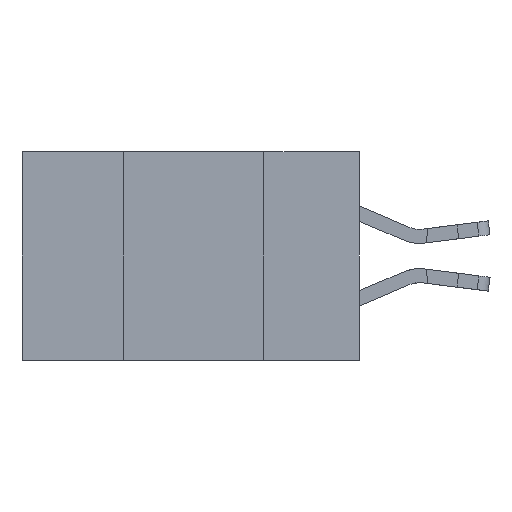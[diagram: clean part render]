
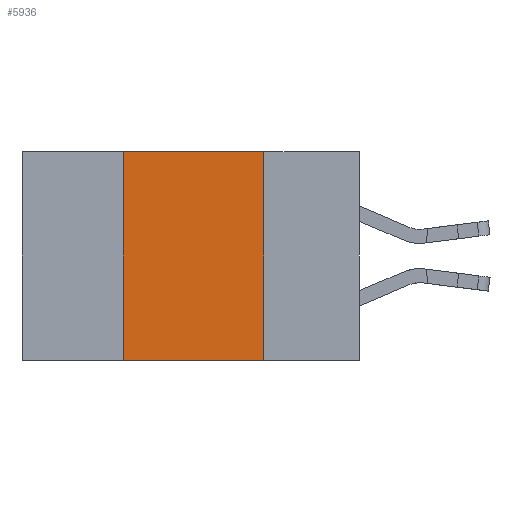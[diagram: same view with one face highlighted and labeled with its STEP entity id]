
A CAD part, left-side view. The second image highlights one B-rep face of the part: STEP entity #5936.
In plain terms, the highlighted planar face has unit normal (-1, 0, 0).
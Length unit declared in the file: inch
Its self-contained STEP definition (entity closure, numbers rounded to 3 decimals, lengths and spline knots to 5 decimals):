
#260 = VERTEX_POINT ( 'NONE', #6130 ) ;
#1465 = ORIENTED_EDGE ( 'NONE', *, *, #22075, .F. ) ;
#1916 = DIRECTION ( 'NONE',  ( 0., -1., 0. ) ) ;
#3168 = VERTEX_POINT ( 'NONE', #13480 ) ;
#3525 = LINE ( 'NONE', #7043, #22094 ) ;
#5028 = CARTESIAN_POINT ( 'NONE',  ( 0., 0.17, 0. ) ) ;
#5482 = CARTESIAN_POINT ( 'NONE',  ( 0., 0.42, -0.37 ) ) ;
#5936 = ADVANCED_FACE ( 'NONE', ( #16885 ), #15881, .F. ) ;
#6130 = CARTESIAN_POINT ( 'NONE',  ( 0., 0.17, 0. ) ) ;
#6582 = DIRECTION ( 'NONE',  ( 0., 0., 1. ) ) ;
#6880 = DIRECTION ( 'NONE',  ( 0., 0., -1. ) ) ;
#7043 = CARTESIAN_POINT ( 'NONE',  ( 0., 0.6, -0.37 ) ) ;
#7215 = EDGE_CURVE ( 'NONE', #19162, #16401, #3525, .T. ) ;
#7225 = LINE ( 'NONE', #14650, #12588 ) ;
#7596 = VECTOR ( 'NONE', #8678, 39.37008 ) ;
#7711 = EDGE_LOOP ( 'NONE', ( #8198, #12905, #1465, #18482 ) ) ;
#8147 = LINE ( 'NONE', #5028, #7596 ) ;
#8198 = ORIENTED_EDGE ( 'NONE', *, *, #23260, .F. ) ;
#8678 = DIRECTION ( 'NONE',  ( 0., 0., -1. ) ) ;
#8956 = AXIS2_PLACEMENT_3D ( 'NONE', #14094, #17688, #6880 ) ;
#12487 = DIRECTION ( 'NONE',  ( 0., -1., 0. ) ) ;
#12588 = VECTOR ( 'NONE', #1916, 39.37008 ) ;
#12905 = ORIENTED_EDGE ( 'NONE', *, *, #17339, .F. ) ;
#13480 = CARTESIAN_POINT ( 'NONE',  ( 0., 0.42, 0. ) ) ;
#14094 = CARTESIAN_POINT ( 'NONE',  ( 0., 0.6, 0. ) ) ;
#14650 = CARTESIAN_POINT ( 'NONE',  ( 0., 0.6, 0. ) ) ;
#15881 = PLANE ( 'NONE',  #8956 ) ;
#16401 = VERTEX_POINT ( 'NONE', #19212 ) ;
#16885 = FACE_OUTER_BOUND ( 'NONE', #7711, .T. ) ;
#17339 = EDGE_CURVE ( 'NONE', #3168, #260, #7225, .T. ) ;
#17403 = CARTESIAN_POINT ( 'NONE',  ( 0., 0.42, 0. ) ) ;
#17688 = DIRECTION ( 'NONE',  ( 1., 0., 0. ) ) ;
#18482 = ORIENTED_EDGE ( 'NONE', *, *, #7215, .T. ) ;
#18664 = LINE ( 'NONE', #17403, #23351 ) ;
#19162 = VERTEX_POINT ( 'NONE', #5482 ) ;
#19212 = CARTESIAN_POINT ( 'NONE',  ( 0., 0.17, -0.37 ) ) ;
#22075 = EDGE_CURVE ( 'NONE', #19162, #3168, #18664, .T. ) ;
#22094 = VECTOR ( 'NONE', #12487, 39.37008 ) ;
#23260 = EDGE_CURVE ( 'NONE', #260, #16401, #8147, .T. ) ;
#23351 = VECTOR ( 'NONE', #6582, 39.37008 ) ;
